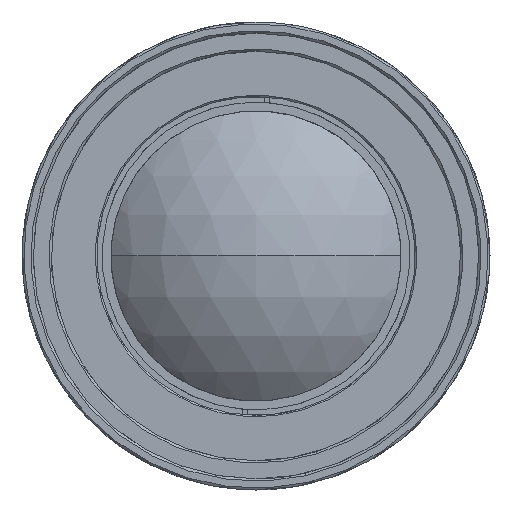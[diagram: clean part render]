
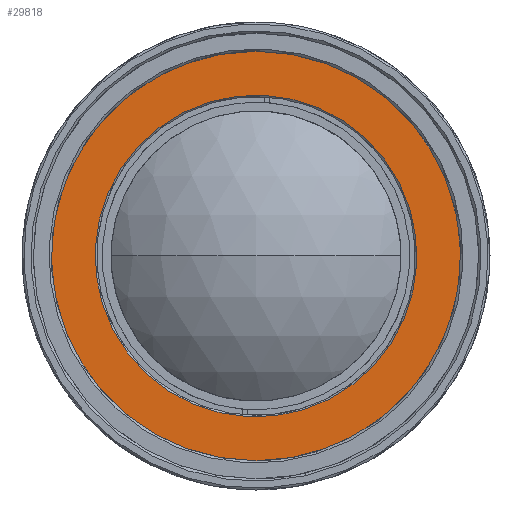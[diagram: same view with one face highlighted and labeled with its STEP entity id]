
A CAD part, left-side view. The second image highlights one B-rep face of the part: STEP entity #29818.
In plain terms, the highlighted planar face has unit normal (-1, 0, 0).
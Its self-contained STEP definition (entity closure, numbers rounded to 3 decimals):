
#890 = CARTESIAN_POINT ( 'NONE',  ( -3.04, 8.08, 26.286 ) ) ;
#2586 = CARTESIAN_POINT ( 'NONE',  ( -3.04, -35.42, 0. ) ) ;
#3024 = CARTESIAN_POINT ( 'NONE',  ( -3.04, 0., -35. ) ) ;
#4354 = CARTESIAN_POINT ( 'NONE',  ( -3.04, 0., 0. ) ) ;
#7710 = FACE_BOUND ( 'NONE', #38363, .T. ) ;
#8869 = PLANE ( 'NONE',  #26486 ) ;
#9869 = DIRECTION ( 'NONE',  ( 0., 0., -1. ) ) ;
#10720 = AXIS2_PLACEMENT_3D ( 'NONE', #4354, #34200, #9869 ) ;
#12155 = ORIENTED_EDGE ( 'NONE', *, *, #40430, .F. ) ;
#16297 = DIRECTION ( 'NONE',  ( 1., 0., 0. ) ) ;
#17141 = EDGE_CURVE ( 'NONE', #29476, #68660, #75207, .T. ) ;
#17159 = DIRECTION ( 'NONE',  ( 0., 0., -1. ) ) ;
#17610 = CARTESIAN_POINT ( 'NONE',  ( -3.04, -8.08, -26.286 ) ) ;
#18324 = AXIS2_PLACEMENT_3D ( 'NONE', #39927, #57545, #17159 ) ;
#23168 = VERTEX_POINT ( 'NONE', #17610 ) ;
#26118 = EDGE_CURVE ( 'NONE', #31939, #23168, #33249, .T. ) ;
#26486 = AXIS2_PLACEMENT_3D ( 'NONE', #2586, #55938, #61835 ) ;
#26676 = ORIENTED_EDGE ( 'NONE', *, *, #17141, .F. ) ;
#28860 = AXIS2_PLACEMENT_3D ( 'NONE', #66478, #72763, #48838 ) ;
#29476 = VERTEX_POINT ( 'NONE', #42357 ) ;
#29818 = ADVANCED_FACE ( 'NONE', ( #7710, #43442 ), #8869, .T. ) ;
#31939 = VERTEX_POINT ( 'NONE', #890 ) ;
#33249 = CIRCLE ( 'NONE', #10720, 27.5 ) ;
#34200 = DIRECTION ( 'NONE',  ( 1., 0., 0. ) ) ;
#34581 = CIRCLE ( 'NONE', #18324, 27.5 ) ;
#38363 = EDGE_LOOP ( 'NONE', ( #59923, #47636 ) ) ;
#39927 = CARTESIAN_POINT ( 'NONE',  ( -3.04, 0., 0. ) ) ;
#40430 = EDGE_CURVE ( 'NONE', #68660, #29476, #57022, .T. ) ;
#42357 = CARTESIAN_POINT ( 'NONE',  ( -3.04, 0., 35. ) ) ;
#43442 = FACE_OUTER_BOUND ( 'NONE', #72092, .T. ) ;
#47636 = ORIENTED_EDGE ( 'NONE', *, *, #69888, .T. ) ;
#48838 = DIRECTION ( 'NONE',  ( 0., 0., -1. ) ) ;
#54517 = AXIS2_PLACEMENT_3D ( 'NONE', #64133, #16297, #63340 ) ;
#55938 = DIRECTION ( 'NONE',  ( -1., 0., 0. ) ) ;
#57022 = CIRCLE ( 'NONE', #54517, 35. ) ;
#57545 = DIRECTION ( 'NONE',  ( 1., 0., 0. ) ) ;
#59923 = ORIENTED_EDGE ( 'NONE', *, *, #26118, .T. ) ;
#61835 = DIRECTION ( 'NONE',  ( 0., 0., 1. ) ) ;
#63340 = DIRECTION ( 'NONE',  ( 0., 0., -1. ) ) ;
#64133 = CARTESIAN_POINT ( 'NONE',  ( -3.04, 0., 0. ) ) ;
#66478 = CARTESIAN_POINT ( 'NONE',  ( -3.04, 0., 0. ) ) ;
#68660 = VERTEX_POINT ( 'NONE', #3024 ) ;
#69888 = EDGE_CURVE ( 'NONE', #23168, #31939, #34581, .T. ) ;
#72092 = EDGE_LOOP ( 'NONE', ( #26676, #12155 ) ) ;
#72763 = DIRECTION ( 'NONE',  ( 1., 0., 0. ) ) ;
#75207 = CIRCLE ( 'NONE', #28860, 35. ) ;
